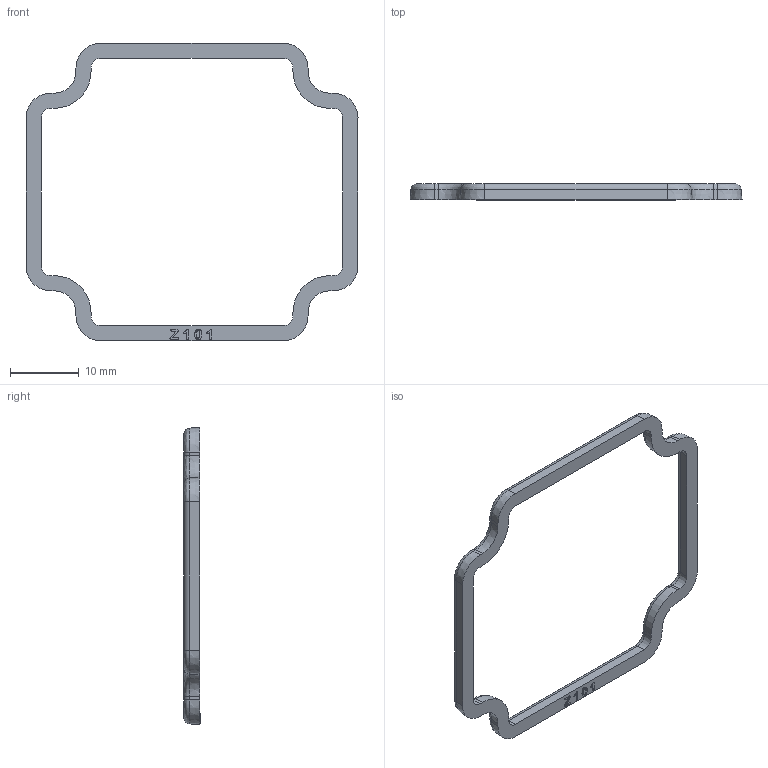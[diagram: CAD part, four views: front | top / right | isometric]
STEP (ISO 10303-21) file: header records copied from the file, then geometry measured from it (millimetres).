
FILE_DESCRIPTION (( 'STEP AP203' ), '1' );
FILE_NAME ('1550Z101GASKET.step', '2020-11-17T19:52:58', ( 'ADC123' ), ( 'Microsoft' ), 'SwSTEP 2.0', 'SolidWorks 2019', '' );
FILE_SCHEMA (( 'CONFIG_CONTROL_DESIGN' ));
Length unit declared in the file: inch
Products named in the file (1): 1550Z101GASKET
Bounding box: 48.2 x 2.35 x 43.2 mm (x, y, z)
Volume: 682.3 mm3; surface area: 1264 mm2
Topology: 1 solids, 1 shells, 147 faces, 372 edges, 232 vertices
Faces by surface type: bspline 58, plane 41, cone 24, cylinder 24
Entity records: 6245 total; most frequent: CARTESIAN_POINT 2962, ORIENTED_EDGE 744, DIRECTION 556, EDGE_CURVE 372, VERTEX_POINT 232, AXIS2_PLACEMENT_3D 186, VECTOR 184, LINE 184
